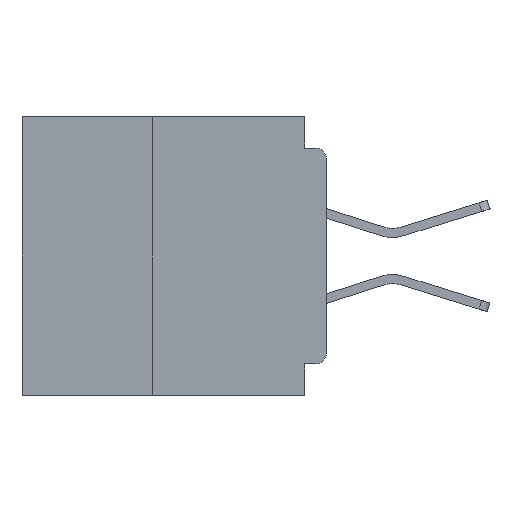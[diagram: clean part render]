
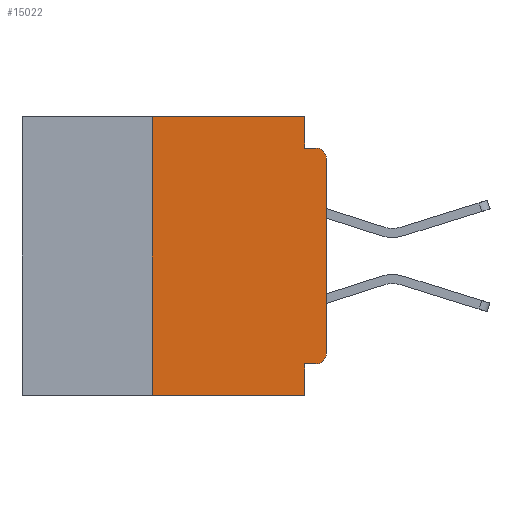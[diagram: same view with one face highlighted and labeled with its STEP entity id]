
A CAD part, left-side view. The second image highlights one B-rep face of the part: STEP entity #15022.
In plain terms, the highlighted planar face has unit normal (-1, 0, 0).
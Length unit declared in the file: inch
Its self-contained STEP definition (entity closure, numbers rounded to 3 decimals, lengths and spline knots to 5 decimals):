
#141 = EDGE_CURVE ( 'NONE', #31432, #34946, #26184, .T. ) ;
#308 = EDGE_CURVE ( 'NONE', #22697, #8325, #4996, .T. ) ;
#929 = DIRECTION ( 'NONE',  ( 0., 0., -1. ) ) ;
#1018 = VERTEX_POINT ( 'NONE', #28609 ) ;
#1147 = DIRECTION ( 'NONE',  ( 0., -1., 0. ) ) ;
#1927 = DIRECTION ( 'NONE',  ( 0., 0., -1. ) ) ;
#2791 = DIRECTION ( 'NONE',  ( 0., -1., 0. ) ) ;
#3028 = ORIENTED_EDGE ( 'NONE', *, *, #141, .F. ) ;
#3037 = DIRECTION ( 'NONE',  ( 0., 0., 1. ) ) ;
#4709 = ORIENTED_EDGE ( 'NONE', *, *, #308, .F. ) ;
#4996 = LINE ( 'NONE', #30643, #20458 ) ;
#5073 = LINE ( 'NONE', #28847, #18733 ) ;
#6065 = CARTESIAN_POINT ( 'NONE',  ( 0., 0., -0.045 ) ) ;
#6159 = VERTEX_POINT ( 'NONE', #32569 ) ;
#6504 = LINE ( 'NONE', #20209, #7441 ) ;
#6522 = EDGE_LOOP ( 'NONE', ( #32342, #18337, #15008, #4709, #29113, #3028, #12209, #27549, #17819, #34953 ) ) ;
#6741 = PLANE ( 'NONE',  #30737 ) ;
#7163 = CARTESIAN_POINT ( 'NONE',  ( 0., 0.015, -0.06 ) ) ;
#7441 = VECTOR ( 'NONE', #2791, 39.37008 ) ;
#7762 = CARTESIAN_POINT ( 'NONE',  ( 0., 0.031, -0.4 ) ) ;
#8325 = VERTEX_POINT ( 'NONE', #8633 ) ;
#8633 = CARTESIAN_POINT ( 'NONE',  ( 0., 0.031, -0.045 ) ) ;
#9034 = FACE_OUTER_BOUND ( 'NONE', #6522, .T. ) ;
#10126 = AXIS2_PLACEMENT_3D ( 'NONE', #12464, #32328, #15364 ) ;
#10139 = DIRECTION ( 'NONE',  ( 0., 0., -1. ) ) ;
#10588 = LINE ( 'NONE', #22303, #32332 ) ;
#10902 = VECTOR ( 'NONE', #18375, 39.37008 ) ;
#11160 = LINE ( 'NONE', #15727, #17905 ) ;
#12209 = ORIENTED_EDGE ( 'NONE', *, *, #34289, .T. ) ;
#12464 = CARTESIAN_POINT ( 'NONE',  ( 0., 0.015, -0.34 ) ) ;
#13386 = EDGE_CURVE ( 'NONE', #34872, #28430, #36579, .T. ) ;
#13675 = CARTESIAN_POINT ( 'NONE',  ( 0., 0., -0.06 ) ) ;
#14468 = CARTESIAN_POINT ( 'NONE',  ( 0., 0.25, 0. ) ) ;
#14604 = EDGE_CURVE ( 'NONE', #31962, #6159, #30084, .T. ) ;
#15008 = ORIENTED_EDGE ( 'NONE', *, *, #17392, .F. ) ;
#15022 = ADVANCED_FACE ( 'NONE', ( #9034 ), #6741, .F. ) ;
#15157 = DIRECTION ( 'NONE',  ( 0., 0., 1. ) ) ;
#15364 = DIRECTION ( 'NONE',  ( 0., 0., -1. ) ) ;
#15455 = CARTESIAN_POINT ( 'NONE',  ( 0., 0., -0.355 ) ) ;
#15665 = EDGE_CURVE ( 'NONE', #34872, #1018, #18548, .T. ) ;
#15727 = CARTESIAN_POINT ( 'NONE',  ( 0., 0.437, 0. ) ) ;
#17392 = EDGE_CURVE ( 'NONE', #8325, #6159, #17482, .T. ) ;
#17482 = LINE ( 'NONE', #6065, #31616 ) ;
#17819 = ORIENTED_EDGE ( 'NONE', *, *, #15665, .F. ) ;
#17905 = VECTOR ( 'NONE', #1147, 39.37008 ) ;
#18337 = ORIENTED_EDGE ( 'NONE', *, *, #14604, .T. ) ;
#18375 = DIRECTION ( 'NONE',  ( 0., 1., 0. ) ) ;
#18423 = DIRECTION ( 'NONE',  ( 1., 0., 0. ) ) ;
#18548 = LINE ( 'NONE', #15455, #10902 ) ;
#18733 = VECTOR ( 'NONE', #3037, 39.37008 ) ;
#19873 = EDGE_CURVE ( 'NONE', #28430, #31962, #5073, .T. ) ;
#20209 = CARTESIAN_POINT ( 'NONE',  ( 0., 0.437, -0.4 ) ) ;
#20458 = VECTOR ( 'NONE', #22855, 39.37008 ) ;
#22303 = CARTESIAN_POINT ( 'NONE',  ( 0., 0.031, -0.4 ) ) ;
#22697 = VERTEX_POINT ( 'NONE', #27801 ) ;
#22838 = CARTESIAN_POINT ( 'NONE',  ( 0., 0.25, -0.4 ) ) ;
#22855 = DIRECTION ( 'NONE',  ( 0., 0., -1. ) ) ;
#25313 = VECTOR ( 'NONE', #15157, 39.37008 ) ;
#26131 = VERTEX_POINT ( 'NONE', #7762 ) ;
#26184 = LINE ( 'NONE', #28488, #25313 ) ;
#27294 = DIRECTION ( 'NONE',  ( -1., 0., 0. ) ) ;
#27549 = ORIENTED_EDGE ( 'NONE', *, *, #35445, .F. ) ;
#27801 = CARTESIAN_POINT ( 'NONE',  ( 0., 0.031, 0. ) ) ;
#28430 = VERTEX_POINT ( 'NONE', #30943 ) ;
#28488 = CARTESIAN_POINT ( 'NONE',  ( 0., 0.25, -0.4 ) ) ;
#28609 = CARTESIAN_POINT ( 'NONE',  ( 0., 0.031, -0.355 ) ) ;
#28847 = CARTESIAN_POINT ( 'NONE',  ( 0., 0., 0. ) ) ;
#29113 = ORIENTED_EDGE ( 'NONE', *, *, #33729, .F. ) ;
#29683 = CARTESIAN_POINT ( 'NONE',  ( 0., 0.437, 0. ) ) ;
#30084 = CIRCLE ( 'NONE', #32092, 0.015 ) ;
#30643 = CARTESIAN_POINT ( 'NONE',  ( 0., 0.031, 0. ) ) ;
#30737 = AXIS2_PLACEMENT_3D ( 'NONE', #29683, #18423, #929 ) ;
#30943 = CARTESIAN_POINT ( 'NONE',  ( 0., 0., -0.34 ) ) ;
#31432 = VERTEX_POINT ( 'NONE', #22838 ) ;
#31616 = VECTOR ( 'NONE', #34567, 39.37008 ) ;
#31962 = VERTEX_POINT ( 'NONE', #13675 ) ;
#32092 = AXIS2_PLACEMENT_3D ( 'NONE', #7163, #27294, #10139 ) ;
#32328 = DIRECTION ( 'NONE',  ( -1., 0., 0. ) ) ;
#32332 = VECTOR ( 'NONE', #1927, 39.37008 ) ;
#32342 = ORIENTED_EDGE ( 'NONE', *, *, #19873, .T. ) ;
#32569 = CARTESIAN_POINT ( 'NONE',  ( 0., 0.015, -0.045 ) ) ;
#33729 = EDGE_CURVE ( 'NONE', #34946, #22697, #11160, .T. ) ;
#34008 = CARTESIAN_POINT ( 'NONE',  ( 0., 0.015, -0.355 ) ) ;
#34289 = EDGE_CURVE ( 'NONE', #31432, #26131, #6504, .T. ) ;
#34567 = DIRECTION ( 'NONE',  ( 0., -1., 0. ) ) ;
#34872 = VERTEX_POINT ( 'NONE', #34008 ) ;
#34946 = VERTEX_POINT ( 'NONE', #14468 ) ;
#34953 = ORIENTED_EDGE ( 'NONE', *, *, #13386, .T. ) ;
#35445 = EDGE_CURVE ( 'NONE', #1018, #26131, #10588, .T. ) ;
#36579 = CIRCLE ( 'NONE', #10126, 0.015 ) ;
